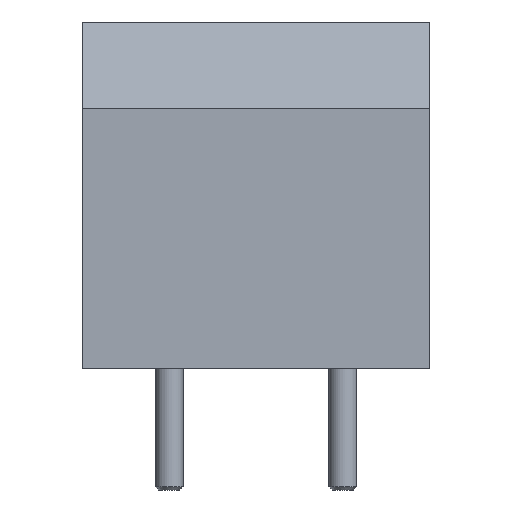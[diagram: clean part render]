
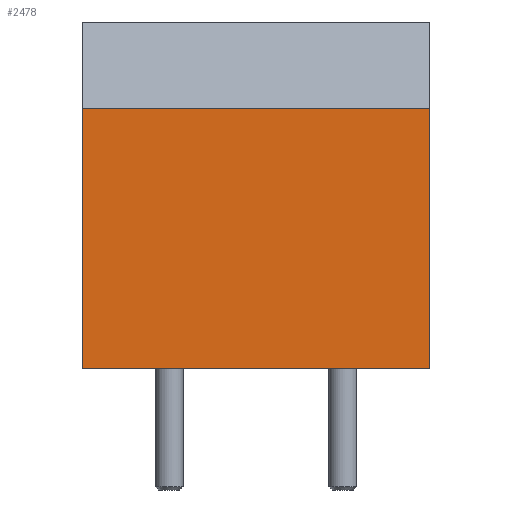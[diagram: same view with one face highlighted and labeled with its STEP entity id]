
A CAD part, front view. The second image highlights one B-rep face of the part: STEP entity #2478.
In plain terms, the highlighted planar face has unit normal (0, -1, 0).
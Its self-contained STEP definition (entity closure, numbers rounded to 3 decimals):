
#2354 = VERTEX_POINT('',#2355);
#2355 = CARTESIAN_POINT('',(-2.5,-4.45,0.));
#2361 = EDGE_CURVE('',#2362,#2354,#2364,.T.);
#2362 = VERTEX_POINT('',#2363);
#2363 = CARTESIAN_POINT('',(7.5,-4.45,0.));
#2364 = LINE('',#2365,#2366);
#2365 = CARTESIAN_POINT('',(7.5,-4.45,0.));
#2366 = VECTOR('',#2367,1.);
#2367 = DIRECTION('',(-1.,0.,0.));
#2478 = ADVANCED_FACE('',(#2479),#2504,.F.);
#2479 = FACE_BOUND('',#2480,.F.);
#2480 = EDGE_LOOP('',(#2481,#2482,#2490,#2498));
#2481 = ORIENTED_EDGE('',*,*,#2361,.T.);
#2482 = ORIENTED_EDGE('',*,*,#2483,.T.);
#2483 = EDGE_CURVE('',#2354,#2484,#2486,.T.);
#2484 = VERTEX_POINT('',#2485);
#2485 = CARTESIAN_POINT('',(-2.5,-4.45,7.5));
#2486 = LINE('',#2487,#2488);
#2487 = CARTESIAN_POINT('',(-2.5,-4.45,0.));
#2488 = VECTOR('',#2489,1.);
#2489 = DIRECTION('',(0.,0.,1.));
#2490 = ORIENTED_EDGE('',*,*,#2491,.F.);
#2491 = EDGE_CURVE('',#2492,#2484,#2494,.T.);
#2492 = VERTEX_POINT('',#2493);
#2493 = CARTESIAN_POINT('',(7.5,-4.45,7.5));
#2494 = LINE('',#2495,#2496);
#2495 = CARTESIAN_POINT('',(7.5,-4.45,7.5));
#2496 = VECTOR('',#2497,1.);
#2497 = DIRECTION('',(-1.,0.,0.));
#2498 = ORIENTED_EDGE('',*,*,#2499,.F.);
#2499 = EDGE_CURVE('',#2362,#2492,#2500,.T.);
#2500 = LINE('',#2501,#2502);
#2501 = CARTESIAN_POINT('',(7.5,-4.45,0.));
#2502 = VECTOR('',#2503,1.);
#2503 = DIRECTION('',(0.,0.,1.));
#2504 = PLANE('',#2505);
#2505 = AXIS2_PLACEMENT_3D('',#2506,#2507,#2508);
#2506 = CARTESIAN_POINT('',(7.5,-4.45,0.));
#2507 = DIRECTION('',(0.,1.,0.));
#2508 = DIRECTION('',(0.,0.,1.));
